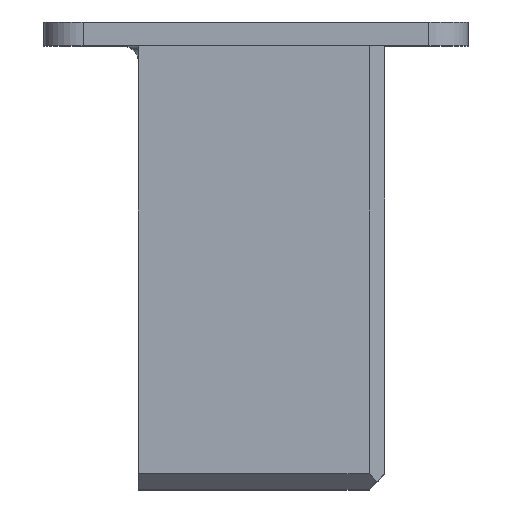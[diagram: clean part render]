
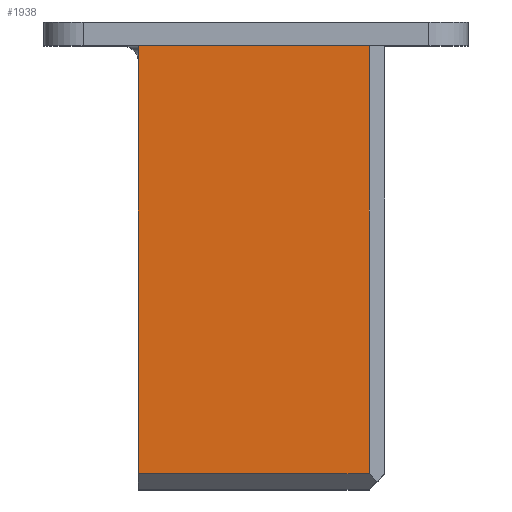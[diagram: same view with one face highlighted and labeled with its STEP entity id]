
A CAD part, top view. The second image highlights one B-rep face of the part: STEP entity #1938.
In plain terms, the highlighted planar face has unit normal (0, 0, 1).
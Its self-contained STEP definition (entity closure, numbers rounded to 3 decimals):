
#140=LINE('',#2956,#361);
#176=LINE('',#3066,#397);
#215=LINE('',#3168,#436);
#216=LINE('',#3170,#437);
#361=VECTOR('',#2329,1000.);
#397=VECTOR('',#2425,1000.);
#436=VECTOR('',#2520,1000.);
#437=VECTOR('',#2521,1000.);
#774=ORIENTED_EDGE('',*,*,#1287,.T.);
#775=ORIENTED_EDGE('',*,*,#1288,.T.);
#776=ORIENTED_EDGE('',*,*,#1178,.F.);
#777=ORIENTED_EDGE('',*,*,#1232,.F.);
#1178=EDGE_CURVE('',#1462,#1463,#140,.T.);
#1232=EDGE_CURVE('',#1506,#1462,#176,.T.);
#1287=EDGE_CURVE('',#1506,#1538,#215,.T.);
#1288=EDGE_CURVE('',#1538,#1463,#216,.T.);
#1462=VERTEX_POINT('',#2955);
#1463=VERTEX_POINT('',#2957);
#1506=VERTEX_POINT('',#3065);
#1538=VERTEX_POINT('',#3169);
#1653=EDGE_LOOP('',(#774,#775,#776,#777));
#1773=FACE_BOUND('',#1653,.T.);
#1865=PLANE('',#2109);
#1938=ADVANCED_FACE('',(#1773),#1865,.T.);
#2109=AXIS2_PLACEMENT_3D('',#3167,#2518,#2519);
#2329=DIRECTION('',(1.,0.,0.));
#2425=DIRECTION('',(0.,1.,0.));
#2518=DIRECTION('',(0.,0.,1.));
#2519=DIRECTION('',(1.,0.,0.));
#2520=DIRECTION('',(1.,0.,0.));
#2521=DIRECTION('',(0.,1.,0.));
#2955=CARTESIAN_POINT('',(-15.,0.,26.05));
#2956=CARTESIAN_POINT('',(-15.,0.,26.05));
#2957=CARTESIAN_POINT('',(14.4,0.,26.05));
#3065=CARTESIAN_POINT('',(-15.,-54.5,26.05));
#3066=CARTESIAN_POINT('',(-15.,-56.5,26.05));
#3167=CARTESIAN_POINT('',(-15.,-56.5,26.05));
#3168=CARTESIAN_POINT('',(16.4,-54.5,26.05));
#3169=CARTESIAN_POINT('',(14.4,-54.5,26.05));
#3170=CARTESIAN_POINT('',(14.4,-56.5,26.05));
